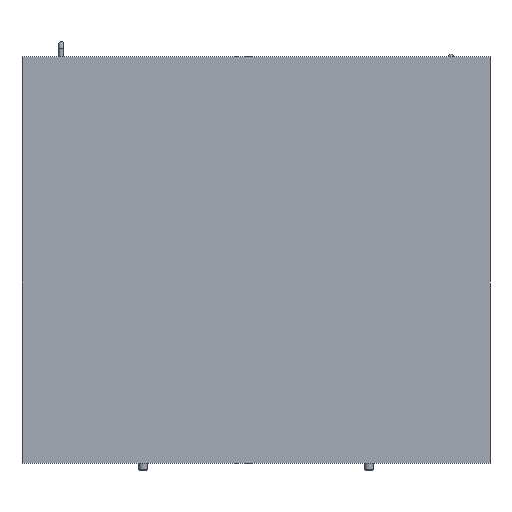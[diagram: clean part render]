
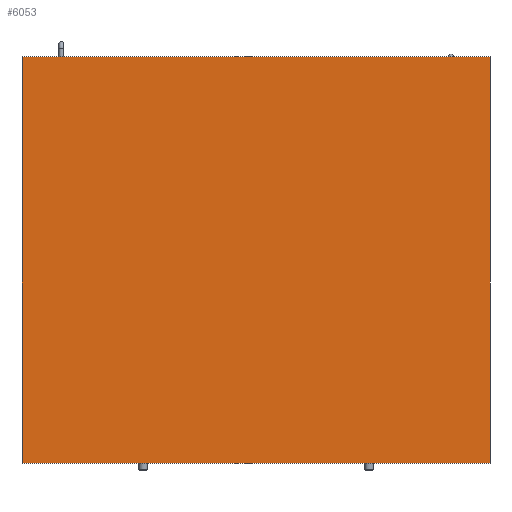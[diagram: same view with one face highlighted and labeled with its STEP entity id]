
A CAD part, front view. The second image highlights one B-rep face of the part: STEP entity #6053.
In plain terms, the highlighted planar face has unit normal (0, -1, 0).
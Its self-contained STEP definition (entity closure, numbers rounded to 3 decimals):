
#397=FACE_OUTER_BOUND('',#774,.T.);
#774=EDGE_LOOP('',(#4015,#4016,#4017,#4018));
#1153=LINE('',#8907,#1837);
#1156=LINE('',#8913,#1840);
#1159=LINE('',#8919,#1843);
#1162=LINE('',#8923,#1846);
#1837=VECTOR('',#7069,10.);
#1840=VECTOR('',#7074,10.);
#1843=VECTOR('',#7079,10.);
#1846=VECTOR('',#7084,10.);
#2521=VERTEX_POINT('',#8904);
#2522=VERTEX_POINT('',#8906);
#2524=VERTEX_POINT('',#8912);
#2526=VERTEX_POINT('',#8918);
#3115=EDGE_CURVE('',#2522,#2521,#1153,.T.);
#3118=EDGE_CURVE('',#2524,#2522,#1156,.T.);
#3121=EDGE_CURVE('',#2526,#2524,#1159,.T.);
#3124=EDGE_CURVE('',#2521,#2526,#1162,.T.);
#4015=ORIENTED_EDGE('',*,*,#3124,.T.);
#4016=ORIENTED_EDGE('',*,*,#3121,.T.);
#4017=ORIENTED_EDGE('',*,*,#3118,.T.);
#4018=ORIENTED_EDGE('',*,*,#3115,.T.);
#5764=PLANE('',#6493);
#6053=ADVANCED_FACE('',(#397),#5764,.T.);
#6493=AXIS2_PLACEMENT_3D('',#8925,#7087,#7088);
#7069=DIRECTION('',(1.,0.,0.));
#7074=DIRECTION('',(0.,0.,-1.));
#7079=DIRECTION('',(-1.,0.,0.));
#7084=DIRECTION('',(0.,0.,1.));
#7087=DIRECTION('center_axis',(0.,-1.,0.));
#7088=DIRECTION('ref_axis',(0.,0.,-1.));
#8904=CARTESIAN_POINT('',(400.,-20.,-347.5));
#8906=CARTESIAN_POINT('',(-400.,-20.,-347.5));
#8907=CARTESIAN_POINT('',(400.,-20.,-347.5));
#8912=CARTESIAN_POINT('',(-400.,-20.,347.5));
#8913=CARTESIAN_POINT('',(-400.,-20.,-347.5));
#8918=CARTESIAN_POINT('',(400.,-20.,347.5));
#8919=CARTESIAN_POINT('',(-400.,-20.,347.5));
#8923=CARTESIAN_POINT('',(400.,-20.,347.5));
#8925=CARTESIAN_POINT('Origin',(0.,-20.,0.));
